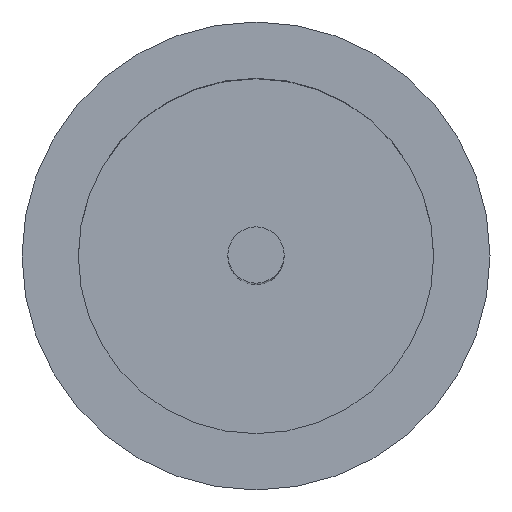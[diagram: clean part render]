
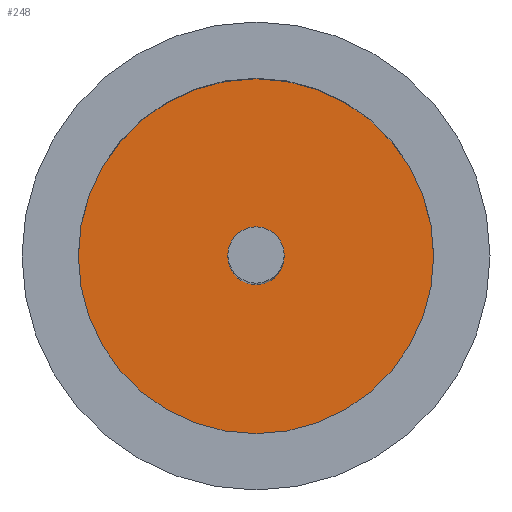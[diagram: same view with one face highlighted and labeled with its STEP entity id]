
A CAD part, top view. The second image highlights one B-rep face of the part: STEP entity #248.
In plain terms, the highlighted planar face has unit normal (0, 0, 1).
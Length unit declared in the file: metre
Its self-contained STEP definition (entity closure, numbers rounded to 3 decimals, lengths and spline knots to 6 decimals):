
#31=CIRCLE('',#290,0.012628);
#32=CIRCLE('',#292,0.002);
#91=ORIENTED_EDGE('',*,*,#125,.F.);
#92=ORIENTED_EDGE('',*,*,#124,.T.);
#124=EDGE_CURVE('',#145,#145,#31,.T.);
#125=EDGE_CURVE('',#146,#146,#32,.T.);
#145=VERTEX_POINT('',#440);
#146=VERTEX_POINT('',#443);
#197=EDGE_LOOP('',(#91));
#198=EDGE_LOOP('',(#92));
#219=FACE_BOUND('',#197,.T.);
#220=FACE_BOUND('',#198,.T.);
#232=PLANE('',#291);
#248=ADVANCED_FACE('',(#219,#220),#232,.T.);
#290=AXIS2_PLACEMENT_3D('',#439,#366,#367);
#291=AXIS2_PLACEMENT_3D('',#441,#368,#369);
#292=AXIS2_PLACEMENT_3D('',#442,#370,#371);
#366=DIRECTION('',(0.,0.,1.));
#367=DIRECTION('',(1.,0.,0.));
#368=DIRECTION('',(0.,0.,1.));
#369=DIRECTION('',(1.,0.,0.));
#370=DIRECTION('',(0.,0.,1.));
#371=DIRECTION('',(1.,0.,0.));
#439=CARTESIAN_POINT('',(0.1,0.,0.274262));
#440=CARTESIAN_POINT('',(0.112628,0.,0.274262));
#441=CARTESIAN_POINT('',(0.1,0.,0.274262));
#442=CARTESIAN_POINT('',(0.1,0.,0.274262));
#443=CARTESIAN_POINT('',(0.102,0.,0.274262));
